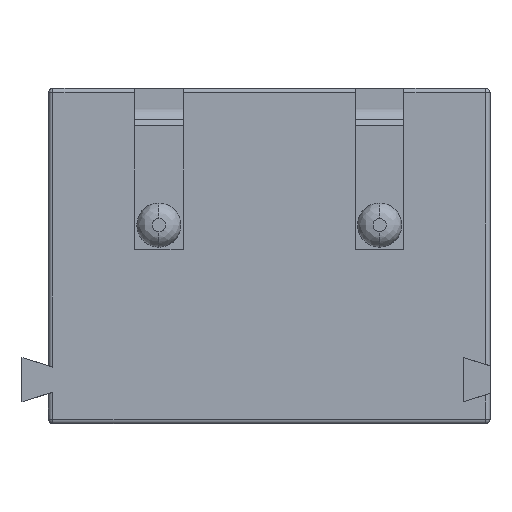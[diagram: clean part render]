
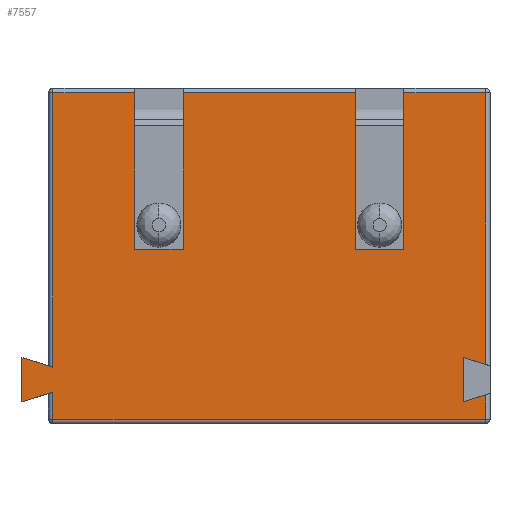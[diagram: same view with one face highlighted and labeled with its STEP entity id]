
A CAD part, front view. The second image highlights one B-rep face of the part: STEP entity #7557.
In plain terms, the highlighted planar face has unit normal (0, -1, 0).
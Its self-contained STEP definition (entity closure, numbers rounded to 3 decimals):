
#2012=DIRECTION('',(0.,0.,1.));
#2013=VECTOR('',#2012,0.617);
#2014=CARTESIAN_POINT('',(-4.9,-5.,-4.4));
#2015=LINE('',#2014,#2013);
#2019=DIRECTION('',(0.,0.,1.));
#2020=VECTOR('',#2019,1.);
#2021=CARTESIAN_POINT('',(-5.6,-5.,-4.));
#2022=LINE('',#2021,#2020);
#2026=DIRECTION('',(0.,0.,1.));
#2027=VECTOR('',#2026,6.217);
#2028=CARTESIAN_POINT('',(-4.9,-5.,-3.217));
#2029=LINE('',#2028,#2027);
#2033=DIRECTION('',(-1.,0.,0.));
#2034=VECTOR('',#2033,1.85);
#2035=CARTESIAN_POINT('',(-3.05,-5.,3.));
#2036=LINE('',#2035,#2034);
#2040=DIRECTION('',(0.,0.,-1.));
#2041=VECTOR('',#2040,3.55);
#2042=CARTESIAN_POINT('',(-3.05,-5.,3.));
#2043=LINE('',#2042,#2041);
#2047=DIRECTION('',(1.,0.,0.));
#2048=VECTOR('',#2047,1.1);
#2049=CARTESIAN_POINT('',(-3.05,-5.,-0.55));
#2050=LINE('',#2049,#2048);
#2054=DIRECTION('',(0.,0.,-1.));
#2055=VECTOR('',#2054,3.55);
#2056=CARTESIAN_POINT('',(-1.95,-5.,3.));
#2057=LINE('',#2056,#2055);
#2061=DIRECTION('',(-1.,0.,0.));
#2062=VECTOR('',#2061,3.9);
#2063=CARTESIAN_POINT('',(1.95,-5.,3.));
#2064=LINE('',#2063,#2062);
#2068=DIRECTION('',(0.,0.,-1.));
#2069=VECTOR('',#2068,3.55);
#2070=CARTESIAN_POINT('',(1.95,-5.,3.));
#2071=LINE('',#2070,#2069);
#2075=DIRECTION('',(1.,0.,0.));
#2076=VECTOR('',#2075,1.1);
#2077=CARTESIAN_POINT('',(1.95,-5.,-0.55));
#2078=LINE('',#2077,#2076);
#2082=DIRECTION('',(0.,0.,-1.));
#2083=VECTOR('',#2082,3.55);
#2084=CARTESIAN_POINT('',(3.05,-5.,3.));
#2085=LINE('',#2084,#2083);
#2089=DIRECTION('',(-1.,0.,0.));
#2090=VECTOR('',#2089,1.85);
#2091=CARTESIAN_POINT('',(4.9,-5.,3.));
#2092=LINE('',#2091,#2090);
#2096=DIRECTION('',(0.,0.,-1.));
#2097=VECTOR('',#2096,6.155);
#2098=CARTESIAN_POINT('',(4.9,-5.,3.));
#2099=LINE('',#2098,#2097);
#2103=DIRECTION('',(-0.955,0.,0.296));
#2104=VECTOR('',#2103,0.523);
#2105=CARTESIAN_POINT('',(4.9,-5.,-3.155));
#2106=LINE('',#2105,#2104);
#2110=DIRECTION('',(0.,0.,-1.));
#2111=VECTOR('',#2110,1.);
#2112=CARTESIAN_POINT('',(4.4,-5.,-3.));
#2113=LINE('',#2112,#2111);
#2117=DIRECTION('',(0.955,0.,0.296));
#2118=VECTOR('',#2117,0.523);
#2119=CARTESIAN_POINT('',(4.4,-5.,-4.));
#2120=LINE('',#2119,#2118);
#2124=DIRECTION('',(0.,0.,-1.));
#2125=VECTOR('',#2124,0.555);
#2126=CARTESIAN_POINT('',(4.9,-5.,-3.845));
#2127=LINE('',#2126,#2125);
#2131=DIRECTION('',(-1.,0.,0.));
#2132=VECTOR('',#2131,9.8);
#2133=CARTESIAN_POINT('',(4.9,-5.,-4.4));
#2134=LINE('',#2133,#2132);
#2159=DIRECTION('',(0.955,0.,0.296));
#2160=VECTOR('',#2159,0.733);
#2161=CARTESIAN_POINT('',(-5.6,-5.,-4.));
#2162=LINE('',#2161,#2160);
#2187=DIRECTION('',(-0.955,0.,0.296));
#2188=VECTOR('',#2187,0.733);
#2189=CARTESIAN_POINT('',(-4.9,-5.,-3.217));
#2190=LINE('',#2189,#2188);
#2201=CARTESIAN_POINT('',(-4.9,-5.,-3.217));
#2616=CARTESIAN_POINT('',(4.9,-5.,-3.155));
#4529=CARTESIAN_POINT('',(-3.05,-5.,-0.55));
#4530=CARTESIAN_POINT('',(-1.95,-5.,-0.55));
#4531=VERTEX_POINT('',#4529);
#4532=VERTEX_POINT('',#4530);
#4745=CARTESIAN_POINT('',(1.95,-5.,-0.55));
#4746=CARTESIAN_POINT('',(3.05,-5.,-0.55));
#4747=VERTEX_POINT('',#4745);
#4748=VERTEX_POINT('',#4746);
#4945=CARTESIAN_POINT('',(3.05,-5.,3.));
#4947=VERTEX_POINT('',#4945);
#4949=CARTESIAN_POINT('',(-1.95,-5.,3.));
#4951=VERTEX_POINT('',#4949);
#4955=CARTESIAN_POINT('',(1.95,-5.,3.));
#4956=VERTEX_POINT('',#4955);
#4958=CARTESIAN_POINT('',(-3.05,-5.,3.));
#4960=VERTEX_POINT('',#4958);
#4991=CARTESIAN_POINT('',(-4.9,-5.,-4.4));
#4992=VERTEX_POINT('',#4991);
#4995=CARTESIAN_POINT('',(-4.9,-5.,-3.783));
#4996=VERTEX_POINT('',#4995);
#4997=CARTESIAN_POINT('',(-4.9,-5.,3.));
#4999=VERTEX_POINT('',#4997);
#5023=CARTESIAN_POINT('',(4.9,-5.,3.));
#5024=VERTEX_POINT('',#5023);
#5029=CARTESIAN_POINT('',(4.9,-5.,-3.845));
#5030=CARTESIAN_POINT('',(4.9,-5.,-4.4));
#5031=VERTEX_POINT('',#5029);
#5032=VERTEX_POINT('',#5030);
#5049=VERTEX_POINT('',#2201);
#5083=CARTESIAN_POINT('',(-5.6,-5.,-4.));
#5084=CARTESIAN_POINT('',(-5.6,-5.,-3.));
#5085=VERTEX_POINT('',#5083);
#5086=VERTEX_POINT('',#5084);
#5103=CARTESIAN_POINT('',(4.4,-5.,-3.));
#5104=CARTESIAN_POINT('',(4.4,-5.,-4.));
#5105=VERTEX_POINT('',#5103);
#5106=VERTEX_POINT('',#5104);
#5108=VERTEX_POINT('',#2616);
#7511=CARTESIAN_POINT('',(-5.,-5.,3.1));
#7512=DIRECTION('',(0.,-1.,0.));
#7513=DIRECTION('',(0.,0.,-1.));
#7514=AXIS2_PLACEMENT_3D('',#7511,#7512,#7513);
#7515=PLANE('',#7514);
#7517=ORIENTED_EDGE('',*,*,#7516,.T.);
#7519=ORIENTED_EDGE('',*,*,#7518,.F.);
#7521=ORIENTED_EDGE('',*,*,#7520,.T.);
#7523=ORIENTED_EDGE('',*,*,#7522,.F.);
#7525=ORIENTED_EDGE('',*,*,#7524,.T.);
#7527=ORIENTED_EDGE('',*,*,#7526,.F.);
#7529=ORIENTED_EDGE('',*,*,#7528,.T.);
#7531=ORIENTED_EDGE('',*,*,#7530,.T.);
#7533=ORIENTED_EDGE('',*,*,#7532,.F.);
#7535=ORIENTED_EDGE('',*,*,#7534,.F.);
#7537=ORIENTED_EDGE('',*,*,#7536,.T.);
#7539=ORIENTED_EDGE('',*,*,#7538,.T.);
#7541=ORIENTED_EDGE('',*,*,#7540,.F.);
#7543=ORIENTED_EDGE('',*,*,#7542,.F.);
#7545=ORIENTED_EDGE('',*,*,#7544,.T.);
#7547=ORIENTED_EDGE('',*,*,#7546,.T.);
#7549=ORIENTED_EDGE('',*,*,#7548,.T.);
#7551=ORIENTED_EDGE('',*,*,#7550,.T.);
#7553=ORIENTED_EDGE('',*,*,#7552,.T.);
#7554=ORIENTED_EDGE('',*,*,#7491,.T.);
#7555=EDGE_LOOP('',(#7517,#7519,#7521,#7523,#7525,#7527,#7529,#7531,#7533,#7535,
#7537,#7539,#7541,#7543,#7545,#7547,#7549,#7551,#7553,#7554));
#7556=FACE_OUTER_BOUND('',#7555,.F.);
#7557=ADVANCED_FACE('',(#7556),#7515,.T.);
#7491=EDGE_CURVE('',#5032,#4992,#2134,.T.);
#7516=EDGE_CURVE('',#4992,#4996,#2015,.T.);
#7518=EDGE_CURVE('',#5085,#4996,#2162,.T.);
#7520=EDGE_CURVE('',#5085,#5086,#2022,.T.);
#7522=EDGE_CURVE('',#5049,#5086,#2190,.T.);
#7524=EDGE_CURVE('',#5049,#4999,#2029,.T.);
#7526=EDGE_CURVE('',#4960,#4999,#2036,.T.);
#7528=EDGE_CURVE('',#4960,#4531,#2043,.T.);
#7530=EDGE_CURVE('',#4531,#4532,#2050,.T.);
#7532=EDGE_CURVE('',#4951,#4532,#2057,.T.);
#7534=EDGE_CURVE('',#4956,#4951,#2064,.T.);
#7536=EDGE_CURVE('',#4956,#4747,#2071,.T.);
#7538=EDGE_CURVE('',#4747,#4748,#2078,.T.);
#7540=EDGE_CURVE('',#4947,#4748,#2085,.T.);
#7542=EDGE_CURVE('',#5024,#4947,#2092,.T.);
#7544=EDGE_CURVE('',#5024,#5108,#2099,.T.);
#7546=EDGE_CURVE('',#5108,#5105,#2106,.T.);
#7548=EDGE_CURVE('',#5105,#5106,#2113,.T.);
#7550=EDGE_CURVE('',#5106,#5031,#2120,.T.);
#7552=EDGE_CURVE('',#5031,#5032,#2127,.T.);
